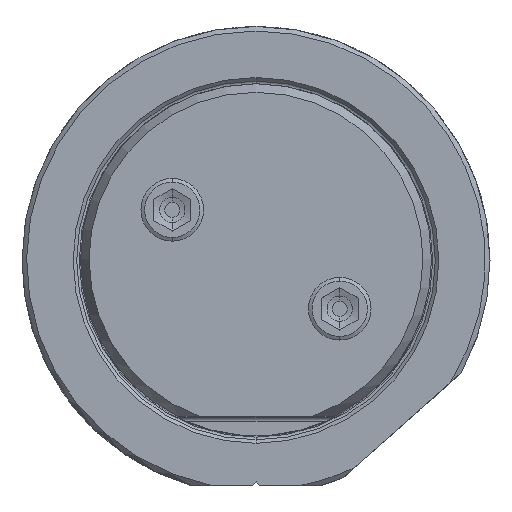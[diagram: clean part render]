
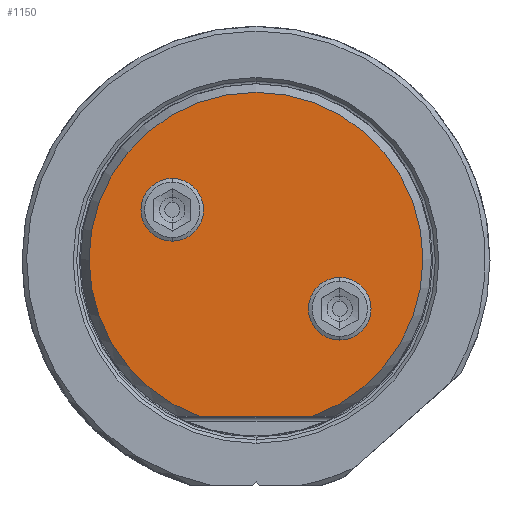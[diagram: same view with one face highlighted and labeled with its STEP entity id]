
A CAD part, top view. The second image highlights one B-rep face of the part: STEP entity #1150.
In plain terms, the highlighted planar face has unit normal (0, 0, 1).
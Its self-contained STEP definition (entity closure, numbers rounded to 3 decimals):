
#139=PLANE('',#6232);
#342=LINE('',#14350,#658);
#658=VECTOR('',#7319,1.);
#861=FACE_BOUND('',#1831,.T.);
#862=FACE_BOUND('',#1832,.T.);
#863=FACE_BOUND('',#1833,.T.);
#1150=ADVANCED_FACE('',(#861,#862,#863),#139,.T.);
#1831=EDGE_LOOP('',(#3088,#3089,#3090));
#1832=EDGE_LOOP('',(#3091,#3092));
#1833=EDGE_LOOP('',(#3093,#3094));
#3088=ORIENTED_EDGE('',*,*,#5095,.T.);
#3089=ORIENTED_EDGE('',*,*,#5096,.T.);
#3090=ORIENTED_EDGE('',*,*,#5097,.T.);
#3091=ORIENTED_EDGE('',*,*,#5091,.T.);
#3092=ORIENTED_EDGE('',*,*,#5094,.T.);
#3093=ORIENTED_EDGE('',*,*,#5098,.T.);
#3094=ORIENTED_EDGE('',*,*,#5099,.T.);
#4375=VERTEX_POINT('',#14339);
#4376=VERTEX_POINT('',#14341);
#4377=VERTEX_POINT('',#14348);
#4378=VERTEX_POINT('',#14349);
#4379=VERTEX_POINT('',#14351);
#4380=VERTEX_POINT('',#14354);
#4381=VERTEX_POINT('',#14355);
#5091=EDGE_CURVE('',#4376,#4375,#5614,.T.);
#5094=EDGE_CURVE('',#4375,#4376,#5616,.T.);
#5095=EDGE_CURVE('',#4377,#4378,#5617,.T.);
#5096=EDGE_CURVE('',#4378,#4379,#342,.T.);
#5097=EDGE_CURVE('',#4379,#4377,#5618,.T.);
#5098=EDGE_CURVE('',#4380,#4381,#5619,.T.);
#5099=EDGE_CURVE('',#4381,#4380,#5620,.T.);
#5614=CIRCLE('',#6223,3.4);
#5616=CIRCLE('',#6226,3.4);
#5617=CIRCLE('',#6228,18.122);
#5618=CIRCLE('',#6229,18.122);
#5619=CIRCLE('',#6230,3.4);
#5620=CIRCLE('',#6231,3.4);
#6223=AXIS2_PLACEMENT_3D('',#14340,#7306,#7307);
#6226=AXIS2_PLACEMENT_3D('',#14345,#7313,#7314);
#6228=AXIS2_PLACEMENT_3D('',#14347,#7317,#7318);
#6229=AXIS2_PLACEMENT_3D('',#14352,#7320,#7321);
#6230=AXIS2_PLACEMENT_3D('',#14353,#7322,#7323);
#6231=AXIS2_PLACEMENT_3D('',#14356,#7324,#7325);
#6232=AXIS2_PLACEMENT_3D('',#14357,#7326,#7327);
#7306=DIRECTION('',(0.,0.,-1.));
#7307=DIRECTION('',(1.,0.,0.));
#7313=DIRECTION('',(0.,0.,-1.));
#7314=DIRECTION('',(-1.,0.,0.));
#7317=DIRECTION('',(0.,0.,1.));
#7318=DIRECTION('',(0.,1.,0.));
#7319=DIRECTION('',(1.,0.,0.));
#7320=DIRECTION('',(0.,0.,1.));
#7321=DIRECTION('',(0.339,-0.941,0.));
#7322=DIRECTION('',(0.,0.,-1.));
#7323=DIRECTION('',(1.,0.,0.));
#7324=DIRECTION('',(0.,0.,-1.));
#7325=DIRECTION('',(-1.,0.,0.));
#7326=DIRECTION('',(0.,0.,1.));
#7327=DIRECTION('',(1.,0.,0.));
#14339=CARTESIAN_POINT('',(5.69,-5.37,69.85));
#14340=CARTESIAN_POINT('',(9.09,-5.37,69.85));
#14341=CARTESIAN_POINT('',(12.49,-5.37,69.85));
#14345=CARTESIAN_POINT('',(9.09,-5.37,69.85));
#14347=CARTESIAN_POINT('',(0.,0.,69.85));
#14348=CARTESIAN_POINT('',(0.,18.122,69.85));
#14349=CARTESIAN_POINT('',(-6.141,-17.05,69.85));
#14350=CARTESIAN_POINT('',(-6.141,-17.05,69.85));
#14351=CARTESIAN_POINT('',(6.141,-17.05,69.85));
#14352=CARTESIAN_POINT('',(0.,0.,69.85));
#14353=CARTESIAN_POINT('',(-9.09,5.37,69.85));
#14354=CARTESIAN_POINT('',(-5.69,5.37,69.85));
#14355=CARTESIAN_POINT('',(-12.49,5.37,69.85));
#14356=CARTESIAN_POINT('',(-9.09,5.37,69.85));
#14357=CARTESIAN_POINT('',(0.,0.536,69.85));
